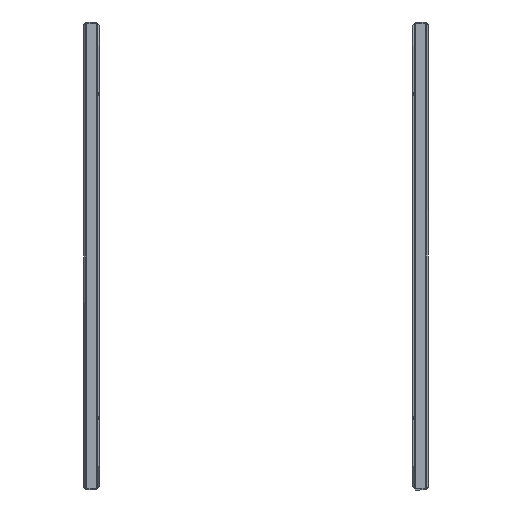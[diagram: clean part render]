
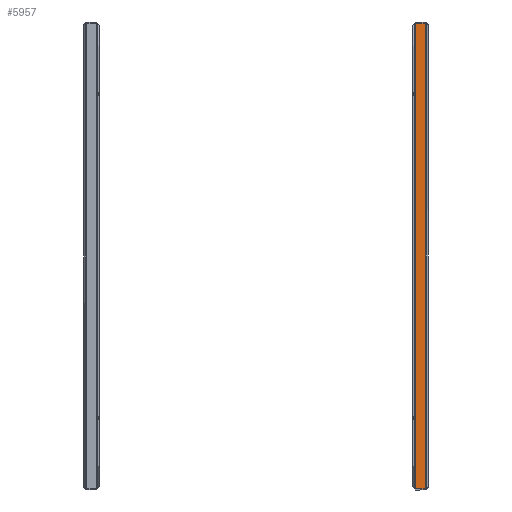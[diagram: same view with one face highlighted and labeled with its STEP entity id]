
A CAD part, front view. The second image highlights one B-rep face of the part: STEP entity #5957.
In plain terms, the highlighted planar face has unit normal (0, -1, 0).
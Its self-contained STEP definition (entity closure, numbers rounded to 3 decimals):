
#33 = CARTESIAN_POINT ( 'NONE',  ( -2., -898.5, -276.246 ) ) ;
#56 = ORIENTED_EDGE ( 'NONE', *, *, #3951, .T. ) ;
#285 = FACE_OUTER_BOUND ( 'NONE', #8865, .T. ) ;
#951 = DIRECTION ( 'NONE',  ( 0., 1., 0. ) ) ;
#996 = LINE ( 'NONE', #1009, #7860 ) ;
#1009 = CARTESIAN_POINT ( 'NONE',  ( 0., -898.5, -276.246 ) ) ;
#1567 = CARTESIAN_POINT ( 'NONE',  ( 0., -898.5, 276.246 ) ) ;
#1667 = ORIENTED_EDGE ( 'NONE', *, *, #7754, .F. ) ;
#2354 = VERTEX_POINT ( 'NONE', #33 ) ;
#2563 = CARTESIAN_POINT ( 'NONE',  ( -2., -898.5, -278. ) ) ;
#3508 = AXIS2_PLACEMENT_3D ( 'NONE', #11546, #951, #11510 ) ;
#3668 = VECTOR ( 'NONE', #7683, 1000. ) ;
#3922 = VECTOR ( 'NONE', #10443, 1000. ) ;
#3942 = CARTESIAN_POINT ( 'NONE',  ( -2., -898.5, 276.246 ) ) ;
#3951 = EDGE_CURVE ( 'NONE', #8140, #10030, #6786, .T. ) ;
#4549 = PLANE ( 'NONE',  #3508 ) ;
#4702 = EDGE_CURVE ( 'NONE', #2354, #9881, #996, .T. ) ;
#4905 = ORIENTED_EDGE ( 'NONE', *, *, #10343, .T. ) ;
#5957 = ADVANCED_FACE ( 'NONE', ( #285 ), #4549, .F. ) ;
#6786 = LINE ( 'NONE', #1567, #3668 ) ;
#7260 = LINE ( 'NONE', #2563, #11152 ) ;
#7338 = DIRECTION ( 'NONE',  ( -1., 0., 0. ) ) ;
#7683 = DIRECTION ( 'NONE',  ( -1., 0., 0. ) ) ;
#7754 = EDGE_CURVE ( 'NONE', #8140, #2354, #7260, .T. ) ;
#7860 = VECTOR ( 'NONE', #7338, 1000. ) ;
#8140 = VERTEX_POINT ( 'NONE', #3942 ) ;
#8865 = EDGE_LOOP ( 'NONE', ( #11266, #1667, #56, #4905 ) ) ;
#9117 = LINE ( 'NONE', #11208, #3922 ) ;
#9716 = DIRECTION ( 'NONE',  ( 0., 0., -1. ) ) ;
#9881 = VERTEX_POINT ( 'NONE', #10416 ) ;
#10030 = VERTEX_POINT ( 'NONE', #11358 ) ;
#10343 = EDGE_CURVE ( 'NONE', #10030, #9881, #9117, .T. ) ;
#10416 = CARTESIAN_POINT ( 'NONE',  ( -13.6, -898.5, -276.246 ) ) ;
#10443 = DIRECTION ( 'NONE',  ( 0., 0., -1. ) ) ;
#11152 = VECTOR ( 'NONE', #9716, 1000. ) ;
#11208 = CARTESIAN_POINT ( 'NONE',  ( -13.6, -898.5, 278. ) ) ;
#11266 = ORIENTED_EDGE ( 'NONE', *, *, #4702, .F. ) ;
#11358 = CARTESIAN_POINT ( 'NONE',  ( -13.6, -898.5, 276.246 ) ) ;
#11510 = DIRECTION ( 'NONE',  ( 0., 0., 1. ) ) ;
#11546 = CARTESIAN_POINT ( 'NONE',  ( 0., -898.5, 278. ) ) ;
